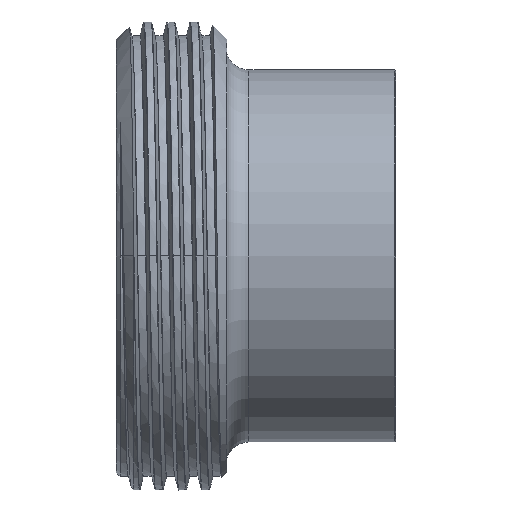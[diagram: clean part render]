
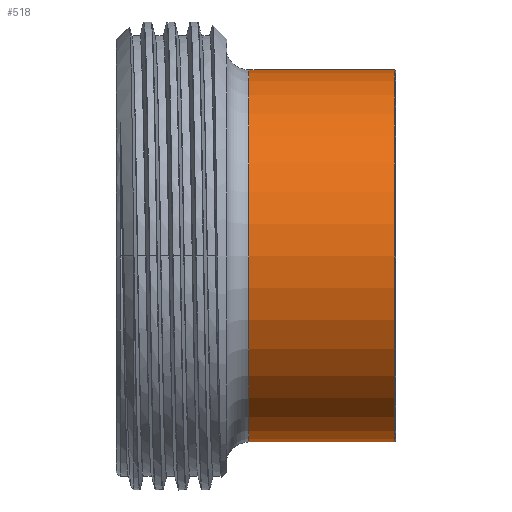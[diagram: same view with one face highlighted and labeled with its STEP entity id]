
A CAD part, front view. The second image highlights one B-rep face of the part: STEP entity #518.
In plain terms, the highlighted cylindrical face has radius 25.4 mm (diameter 50.8 mm), a full revolution.
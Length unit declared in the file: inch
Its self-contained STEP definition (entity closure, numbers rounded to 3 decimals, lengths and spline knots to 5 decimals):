
#38=CYLINDRICAL_SURFACE('',#575,1.);
#59=FACE_OUTER_BOUND('',#87,.T.);
#87=EDGE_LOOP('',(#435,#436,#437,#438,#439,#440,#441,#442));
#105=CIRCLE('',#568,1.);
#106=CIRCLE('',#569,1.);
#107=CIRCLE('',#570,1.);
#111=CIRCLE('',#576,1.);
#112=CIRCLE('',#577,1.);
#113=CIRCLE('',#578,1.);
#174=LINE('',#4595,#188);
#188=VECTOR('',#669,1.);
#230=VERTEX_POINT('',#4580);
#231=VERTEX_POINT('',#4582);
#232=VERTEX_POINT('',#4584);
#235=VERTEX_POINT('',#4594);
#236=VERTEX_POINT('',#4596);
#237=VERTEX_POINT('',#4598);
#304=EDGE_CURVE('',#230,#231,#105,.T.);
#305=EDGE_CURVE('',#231,#232,#106,.T.);
#306=EDGE_CURVE('',#232,#230,#107,.T.);
#310=EDGE_CURVE('',#231,#235,#174,.T.);
#311=EDGE_CURVE('',#235,#236,#111,.T.);
#312=EDGE_CURVE('',#236,#237,#112,.T.);
#313=EDGE_CURVE('',#237,#235,#113,.T.);
#435=ORIENTED_EDGE('',*,*,#306,.F.);
#436=ORIENTED_EDGE('',*,*,#305,.F.);
#437=ORIENTED_EDGE('',*,*,#310,.T.);
#438=ORIENTED_EDGE('',*,*,#311,.T.);
#439=ORIENTED_EDGE('',*,*,#312,.T.);
#440=ORIENTED_EDGE('',*,*,#313,.T.);
#441=ORIENTED_EDGE('',*,*,#310,.F.);
#442=ORIENTED_EDGE('',*,*,#304,.F.);
#518=ADVANCED_FACE('',(#59),#38,.T.);
#568=AXIS2_PLACEMENT_3D('',#4583,#653,#654);
#569=AXIS2_PLACEMENT_3D('',#4585,#655,#656);
#570=AXIS2_PLACEMENT_3D('',#4586,#657,#658);
#575=AXIS2_PLACEMENT_3D('',#4593,#667,#668);
#576=AXIS2_PLACEMENT_3D('',#4597,#670,#671);
#577=AXIS2_PLACEMENT_3D('',#4599,#672,#673);
#578=AXIS2_PLACEMENT_3D('',#4600,#674,#675);
#653=DIRECTION('center_axis',(1.,0.,0.));
#654=DIRECTION('ref_axis',(0.,-1.,0.));
#655=DIRECTION('center_axis',(1.,0.,0.));
#656=DIRECTION('ref_axis',(0.,-1.,0.));
#657=DIRECTION('center_axis',(1.,0.,0.));
#658=DIRECTION('ref_axis',(0.,-1.,0.));
#667=DIRECTION('center_axis',(1.,0.,0.));
#668=DIRECTION('ref_axis',(0.,1.,0.));
#669=DIRECTION('',(-1.,0.,0.));
#670=DIRECTION('center_axis',(1.,0.,0.));
#671=DIRECTION('ref_axis',(0.,1.,0.));
#672=DIRECTION('center_axis',(1.,0.,0.));
#673=DIRECTION('ref_axis',(0.,1.,0.));
#674=DIRECTION('center_axis',(1.,0.,0.));
#675=DIRECTION('ref_axis',(0.,1.,0.));
#4580=CARTESIAN_POINT('',(1.495,0.,1.));
#4582=CARTESIAN_POINT('',(1.495,-1.,0.));
#4583=CARTESIAN_POINT('Origin',(1.495,0.,0.));
#4584=CARTESIAN_POINT('',(1.495,1.,0.));
#4585=CARTESIAN_POINT('Origin',(1.495,0.,0.));
#4586=CARTESIAN_POINT('Origin',(1.495,0.,0.));
#4593=CARTESIAN_POINT('Origin',(1.10613,0.,0.));
#4594=CARTESIAN_POINT('',(0.71226,-1.,0.));
#4595=CARTESIAN_POINT('',(1.10613,-1.,0.));
#4596=CARTESIAN_POINT('',(0.71226,1.,0.));
#4597=CARTESIAN_POINT('Origin',(0.71226,0.,0.));
#4598=CARTESIAN_POINT('',(0.71226,0.,1.));
#4599=CARTESIAN_POINT('Origin',(0.71226,0.,0.));
#4600=CARTESIAN_POINT('Origin',(0.71226,0.,0.));
